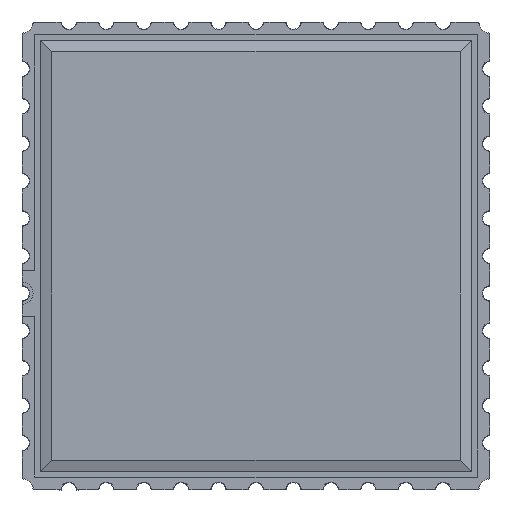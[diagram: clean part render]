
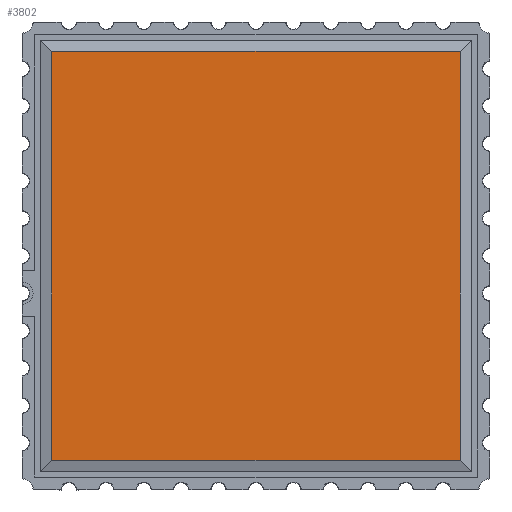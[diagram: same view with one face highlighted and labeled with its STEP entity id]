
A CAD part, top view. The second image highlights one B-rep face of the part: STEP entity #3802.
In plain terms, the highlighted planar face has unit normal (0, 0, 1).
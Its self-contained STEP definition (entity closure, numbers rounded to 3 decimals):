
#3802=ADVANCED_FACE('',(#6725),#6727,.T.);
#6725=FACE_BOUND('',#6726,.T.);
#6726=EDGE_LOOP('',(#9204,#9205,#9206,#9207));
#6727=PLANE('',#6728);
#6728=AXIS2_PLACEMENT_3D('',#6729,#6730,#6731);
#6729=CARTESIAN_POINT('',(0.,0.,2.124));
#6730=DIRECTION('',(0.,0.,1.));
#6731=DIRECTION('',(1.,0.,0.));
#9204=ORIENTED_EDGE('',*,*,#10443,.T.);
#9205=ORIENTED_EDGE('',*,*,#10442,.T.);
#9206=ORIENTED_EDGE('',*,*,#10440,.T.);
#9207=ORIENTED_EDGE('',*,*,#10445,.T.);
#10440=EDGE_CURVE('',#12496,#12498,#12500,.F.);
#10442=EDGE_CURVE('',#12501,#12496,#12503,.F.);
#10443=EDGE_CURVE('',#12504,#12501,#12505,.F.);
#10445=EDGE_CURVE('',#12498,#12504,#12507,.F.);
#12496=VERTEX_POINT('',#17212);
#12498=VERTEX_POINT('',#17216);
#12500=LINE('',#17220,#17221);
#12501=VERTEX_POINT('',#17223);
#12503=LINE('',#17227,#17228);
#12504=VERTEX_POINT('',#17230);
#12505=LINE('',#17231,#17232);
#12507=LINE('',#17237,#17238);
#17212=CARTESIAN_POINT('',(-5.55,-5.55,2.124));
#17216=CARTESIAN_POINT('',(5.55,-5.55,2.124));
#17220=CARTESIAN_POINT('',(5.55,-5.55,2.124));
#17221=VECTOR('',#17222,1.);
#17222=DIRECTION('',(-1.,0.,0.));
#17223=CARTESIAN_POINT('',(-5.55,5.55,2.124));
#17227=CARTESIAN_POINT('',(-5.55,-5.55,2.124));
#17228=VECTOR('',#17229,1.);
#17229=DIRECTION('',(0.,1.,0.));
#17230=CARTESIAN_POINT('',(5.55,5.55,2.124));
#17231=CARTESIAN_POINT('',(-5.55,5.55,2.124));
#17232=VECTOR('',#17233,1.);
#17233=DIRECTION('',(1.,0.,0.));
#17237=CARTESIAN_POINT('',(5.55,5.55,2.124));
#17238=VECTOR('',#17239,1.);
#17239=DIRECTION('',(0.,-1.,0.));
